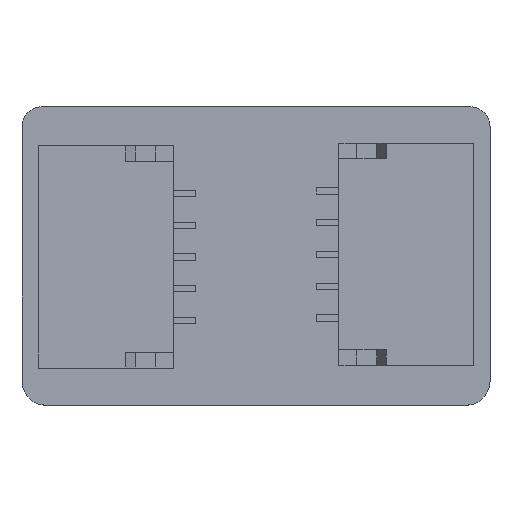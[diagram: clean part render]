
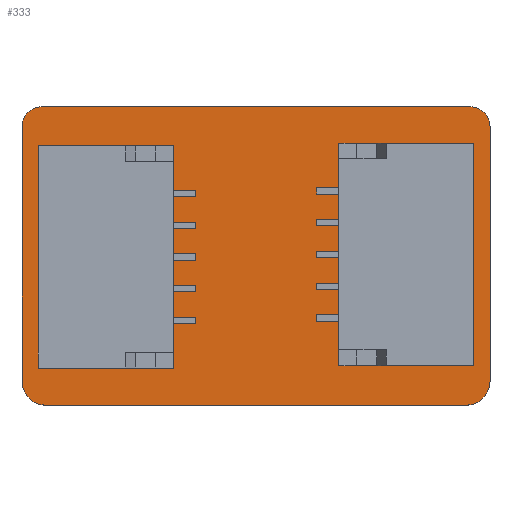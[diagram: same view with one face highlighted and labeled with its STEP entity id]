
A CAD part, top view. The second image highlights one B-rep face of the part: STEP entity #333.
In plain terms, the highlighted planar face has unit normal (0, 0, 1).
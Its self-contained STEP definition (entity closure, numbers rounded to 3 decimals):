
#68 = VERTEX_POINT('',#69);
#69 = CARTESIAN_POINT('',(35.179,33.909,0.411));
#75 = EDGE_CURVE('',#68,#76,#78,.T.);
#76 = VERTEX_POINT('',#77);
#77 = CARTESIAN_POINT('',(35.179,41.91,0.411));
#78 = LINE('',#79,#80);
#79 = CARTESIAN_POINT('',(35.179,33.909,0.411));
#80 = VECTOR('',#81,1.);
#81 = DIRECTION('',(0.,1.,0.));
#106 = EDGE_CURVE('',#76,#107,#109,.T.);
#107 = VERTEX_POINT('',#108);
#108 = CARTESIAN_POINT('',(35.814,42.545,0.411));
#109 = CIRCLE('',#110,0.635);
#110 = AXIS2_PLACEMENT_3D('',#111,#112,#113);
#111 = CARTESIAN_POINT('',(35.814,41.91,0.411));
#112 = DIRECTION('',(0.,0.,-1.));
#113 = DIRECTION('',(-1.,0.,0.));
#139 = EDGE_CURVE('',#107,#140,#142,.T.);
#140 = VERTEX_POINT('',#141);
#141 = CARTESIAN_POINT('',(49.276,42.545,0.411));
#142 = LINE('',#143,#144);
#143 = CARTESIAN_POINT('',(35.814,42.545,0.411));
#144 = VECTOR('',#145,1.);
#145 = DIRECTION('',(1.,0.,0.));
#170 = EDGE_CURVE('',#140,#171,#173,.T.);
#171 = VERTEX_POINT('',#172);
#172 = CARTESIAN_POINT('',(49.911,41.91,0.411));
#173 = CIRCLE('',#174,0.635);
#174 = AXIS2_PLACEMENT_3D('',#175,#176,#177);
#175 = CARTESIAN_POINT('',(49.276,41.91,0.411));
#176 = DIRECTION('',(0.,0.,-1.));
#177 = DIRECTION('',(0.,1.,0.));
#203 = EDGE_CURVE('',#171,#204,#206,.T.);
#204 = VERTEX_POINT('',#205);
#205 = CARTESIAN_POINT('',(49.911,33.909,0.411));
#206 = LINE('',#207,#208);
#207 = CARTESIAN_POINT('',(49.911,41.91,0.411));
#208 = VECTOR('',#209,1.);
#209 = DIRECTION('',(0.,-1.,0.));
#234 = EDGE_CURVE('',#204,#235,#237,.T.);
#235 = VERTEX_POINT('',#236);
#236 = CARTESIAN_POINT('',(49.149,33.147,0.411));
#237 = CIRCLE('',#238,0.761);
#238 = AXIS2_PLACEMENT_3D('',#239,#240,#241);
#239 = CARTESIAN_POINT('',(49.15,33.908,0.411));
#240 = DIRECTION('',(0.,0.,-1.));
#241 = DIRECTION('',(1.,0.001,0.));
#267 = EDGE_CURVE('',#235,#268,#270,.T.);
#268 = VERTEX_POINT('',#269);
#269 = CARTESIAN_POINT('',(35.941,33.147,0.411));
#270 = LINE('',#271,#272);
#271 = CARTESIAN_POINT('',(49.149,33.147,0.411));
#272 = VECTOR('',#273,1.);
#273 = DIRECTION('',(-1.,0.,0.));
#298 = EDGE_CURVE('',#268,#68,#299,.T.);
#299 = CIRCLE('',#300,0.761);
#300 = AXIS2_PLACEMENT_3D('',#301,#302,#303);
#301 = CARTESIAN_POINT('',(35.94,33.908,0.411));
#302 = DIRECTION('',(0.,0.,-1.));
#303 = DIRECTION('',(0.001,-1.,0.));
#333 = ADVANCED_FACE('',(#334),#344,.T.);
#334 = FACE_BOUND('',#335,.F.);
#335 = EDGE_LOOP('',(#336,#337,#338,#339,#340,#341,#342,#343));
#336 = ORIENTED_EDGE('',*,*,#75,.T.);
#337 = ORIENTED_EDGE('',*,*,#106,.T.);
#338 = ORIENTED_EDGE('',*,*,#139,.T.);
#339 = ORIENTED_EDGE('',*,*,#170,.T.);
#340 = ORIENTED_EDGE('',*,*,#203,.T.);
#341 = ORIENTED_EDGE('',*,*,#234,.T.);
#342 = ORIENTED_EDGE('',*,*,#267,.T.);
#343 = ORIENTED_EDGE('',*,*,#298,.T.);
#344 = PLANE('',#345);
#345 = AXIS2_PLACEMENT_3D('',#346,#347,#348);
#346 = CARTESIAN_POINT('',(35.179,33.909,0.411));
#347 = DIRECTION('',(0.,0.,1.));
#348 = DIRECTION('',(1.,0.,0.));
